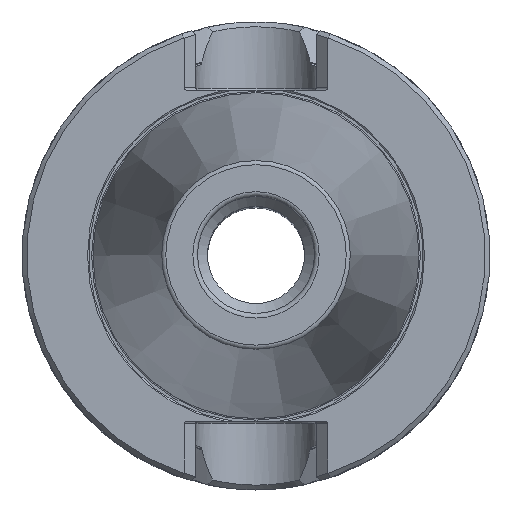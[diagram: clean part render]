
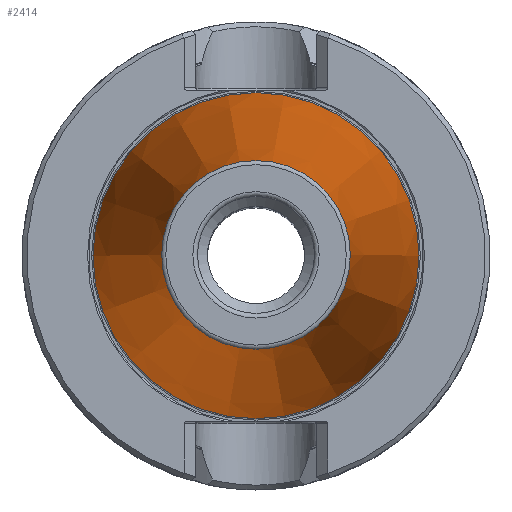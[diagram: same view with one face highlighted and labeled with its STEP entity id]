
A CAD part, top view. The second image highlights one B-rep face of the part: STEP entity #2414.
In plain terms, the highlighted conical face has half-angle 8.297 degrees and reference radius 19.788 mm.
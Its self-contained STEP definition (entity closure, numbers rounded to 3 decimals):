
#238=CONICAL_SURFACE('',#2590,19.788,0.145);
#382=ORIENTED_EDGE('',*,*,#755,.T.);
#383=ORIENTED_EDGE('',*,*,#754,.F.);
#754=EDGE_CURVE('',#965,#965,#1122,.F.);
#755=EDGE_CURVE('',#966,#966,#1123,.F.);
#965=VERTEX_POINT('',#3334);
#966=VERTEX_POINT('',#3337);
#1122=CIRCLE('',#2589,20.154);
#1123=CIRCLE('',#2591,34.849);
#1265=EDGE_LOOP('',(#382));
#1266=EDGE_LOOP('',(#383));
#1443=FACE_BOUND('',#1265,.T.);
#1444=FACE_BOUND('',#1266,.T.);
#2414=ADVANCED_FACE('',(#1443,#1444),#238,.T.);
#2589=AXIS2_PLACEMENT_3D('',#3333,#2908,#2909);
#2590=AXIS2_PLACEMENT_3D('',#3335,#2910,#2911);
#2591=AXIS2_PLACEMENT_3D('',#3336,#2912,#2913);
#2908=DIRECTION('',(0.,0.,-1.));
#2909=DIRECTION('',(-1.,0.,0.));
#2910=DIRECTION('',(0.,0.,-1.));
#2911=DIRECTION('',(-1.,0.,0.));
#2912=DIRECTION('',(0.,0.,-1.));
#2913=DIRECTION('',(-1.,0.,0.));
#3333=CARTESIAN_POINT('',(0.,0.,101.286));
#3334=CARTESIAN_POINT('',(-20.154,0.,101.286));
#3335=CARTESIAN_POINT('',(0.,0.,103.8));
#3336=CARTESIAN_POINT('',(0.,0.,0.524));
#3337=CARTESIAN_POINT('',(-34.849,0.,0.524));
